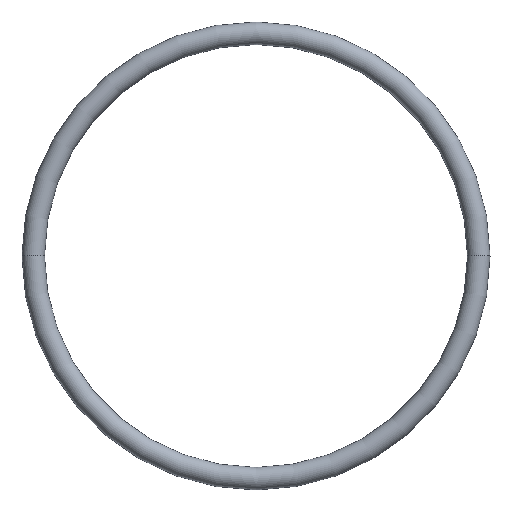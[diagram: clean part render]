
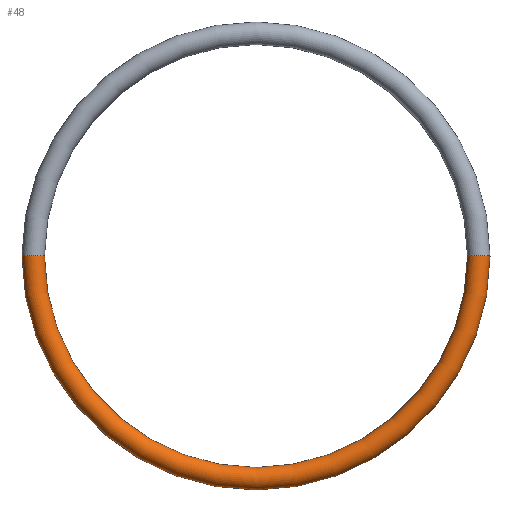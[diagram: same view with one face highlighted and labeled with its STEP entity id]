
A CAD part, top view. The second image highlights one B-rep face of the part: STEP entity #48.
In plain terms, the highlighted toroidal (fillet/blend) face has major radius 34.9 mm and minor radius 1.765 mm.
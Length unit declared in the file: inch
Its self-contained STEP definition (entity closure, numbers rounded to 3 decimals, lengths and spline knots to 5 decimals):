
#9 = AXIS2_PLACEMENT_3D ( 'NONE', #71, #56, #52 ) ;
#10 = AXIS2_PLACEMENT_3D ( 'NONE', #98, #95, #93 ) ;
#13 = AXIS2_PLACEMENT_3D ( 'NONE', #106, #101, #85 ) ;
#18 = EDGE_CURVE ( 'NONE', #113, #115, #155, .T. ) ;
#21 = EDGE_CURVE ( 'NONE', #114, #112, #167, .T. ) ;
#28 = AXIS2_PLACEMENT_3D ( 'NONE', #77, #72, #63 ) ;
#31 = EDGE_CURVE ( 'NONE', #112, #115, #130, .T. ) ;
#34 = AXIS2_PLACEMENT_3D ( 'NONE', #97, #86, #50 ) ;
#39 = EDGE_CURVE ( 'NONE', #114, #113, #132, .T. ) ;
#48 = ADVANCED_FACE ( 'NONE', ( #138 ), #147, .T. ) ;
#50 = DIRECTION ( 'NONE',  ( 1., 0., 0. ) ) ;
#52 = DIRECTION ( 'NONE',  ( -1., 0., 0. ) ) ;
#56 = DIRECTION ( 'NONE',  ( 0., 1., 0. ) ) ;
#59 = CARTESIAN_POINT ( 'NONE',  ( 1.3045, 0., 0. ) ) ;
#60 = CARTESIAN_POINT ( 'NONE',  ( 1.4435, 0., 0. ) ) ;
#62 = CARTESIAN_POINT ( 'NONE',  ( -1.3045, 0., 0. ) ) ;
#63 = DIRECTION ( 'NONE',  ( 1., 0., 0. ) ) ;
#68 = CARTESIAN_POINT ( 'NONE',  ( -1.4435, 0., 0. ) ) ;
#71 = CARTESIAN_POINT ( 'NONE',  ( -1.374, 0., 0. ) ) ;
#72 = DIRECTION ( 'NONE',  ( 0., 0., 1. ) ) ;
#77 = CARTESIAN_POINT ( 'NONE',  ( 0., 0., 0. ) ) ;
#85 = DIRECTION ( 'NONE',  ( 0., 0., -1. ) ) ;
#86 = DIRECTION ( 'NONE',  ( 0., 0., 1. ) ) ;
#93 = DIRECTION ( 'NONE',  ( 1., 0., 0. ) ) ;
#95 = DIRECTION ( 'NONE',  ( 0., 0., 1. ) ) ;
#97 = CARTESIAN_POINT ( 'NONE',  ( 0., 0., 0. ) ) ;
#98 = CARTESIAN_POINT ( 'NONE',  ( 0., 0., 0. ) ) ;
#101 = DIRECTION ( 'NONE',  ( 0., -1., 0. ) ) ;
#106 = CARTESIAN_POINT ( 'NONE',  ( 1.374, 0., 0. ) ) ;
#112 = VERTEX_POINT ( 'NONE', #62 ) ;
#113 = VERTEX_POINT ( 'NONE', #60 ) ;
#114 = VERTEX_POINT ( 'NONE', #68 ) ;
#115 = VERTEX_POINT ( 'NONE', #59 ) ;
#130 = CIRCLE ( 'NONE', #10, 1.3045 ) ;
#132 = CIRCLE ( 'NONE', #34, 1.4435 ) ;
#138 = FACE_OUTER_BOUND ( 'NONE', #196, .T. ) ;
#140 = ORIENTED_EDGE ( 'NONE', *, *, #18, .T. ) ;
#147 = TOROIDAL_SURFACE ( 'NONE', #28, 1.374, 0.0695 ) ;
#155 = CIRCLE ( 'NONE', #13, 0.0695 ) ;
#167 = CIRCLE ( 'NONE', #9, 0.0695 ) ;
#168 = ORIENTED_EDGE ( 'NONE', *, *, #31, .F. ) ;
#172 = ORIENTED_EDGE ( 'NONE', *, *, #39, .T. ) ;
#195 = ORIENTED_EDGE ( 'NONE', *, *, #21, .F. ) ;
#196 = EDGE_LOOP ( 'NONE', ( #195, #172, #140, #168 ) ) ;
